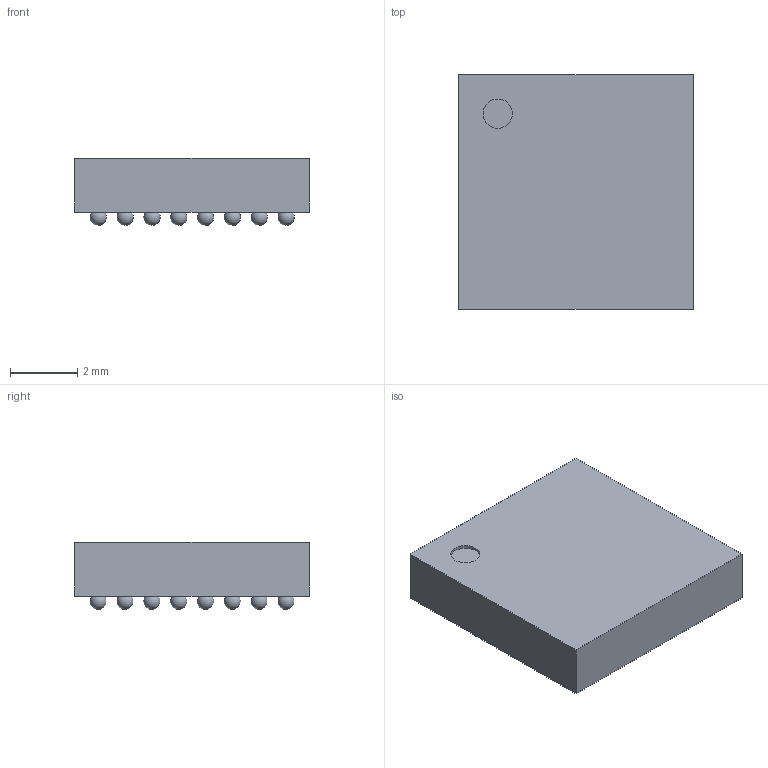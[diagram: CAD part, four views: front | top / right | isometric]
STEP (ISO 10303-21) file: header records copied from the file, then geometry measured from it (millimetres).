
FILE_DESCRIPTION(('Open CASCADE Model'),'2;1');
FILE_NAME('Open CASCADE Shape Model','2023-03-06T13:29:06',('Author'),( 'Open CASCADE'),'Open CASCADE STEP processor 7.5','Open CASCADE 7.5' ,'Unknown');
FILE_SCHEMA(('AUTOMOTIVE_DESIGN { 1 0 10303 214 1 1 1 1 }'));
Length unit declared in the file: millimetre
Products named in the file (5): CSP_BGA64.step; Open CASCADE STEP translator 7.5 21.1; Body; Open CASCADE STEP translator 7.5 21.2.1; ball
Assembly tree (67 placements, depth 3):
  CSP_BGA64.step
    Open CASCADE STEP translator 7.5 21.1
    Body
      Open CASCADE STEP translator 7.5 21.2.1
    ball  x64
Bounding box: 7 x 7 x 2 mm (x, y, z)
Volume: 82.5 mm3; surface area: 193.9 mm2
Topology: 65 solids, 66 shells, 73 faces, 208 edges, 139 vertices
Faces by surface type: sphere 64, plane 8, cylinder 1
Full cylindrical faces by diameter (mm): 0.875 x1
Entity records: 1053 total; most frequent: DIRECTION 206, CARTESIAN_POINT 137, AXIS2_PLACEMENT_3D 81, PRODUCT_DEFINITION_SHAPE 72, CONTEXT_DEPENDENT_SHAPE_REPRESENTATION 67, ITEM_DEFINED_TRANSFORMATION 67, NEXT_ASSEMBLY_USAGE_OCCURRENCE 67, LINE 41
